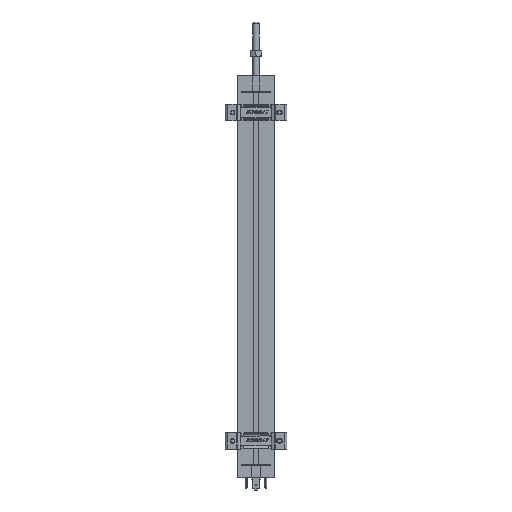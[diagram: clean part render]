
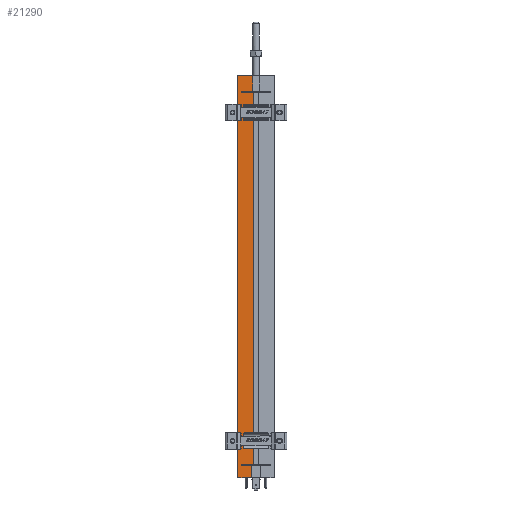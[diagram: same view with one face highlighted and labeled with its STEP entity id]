
A CAD part, front view. The second image highlights one B-rep face of the part: STEP entity #21290.
In plain terms, the highlighted planar face has unit normal (0, -1, 0).
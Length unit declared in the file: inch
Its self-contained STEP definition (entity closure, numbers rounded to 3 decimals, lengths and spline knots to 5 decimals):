
#793 = VECTOR ( 'NONE', #25438, 39.37008 ) ;
#4082 = DIRECTION ( 'NONE',  ( 0., 0., 1. ) ) ;
#4700 = VERTEX_POINT ( 'NONE', #23983 ) ;
#4873 = DIRECTION ( 'NONE',  ( 0., 0., 1. ) ) ;
#5002 = VECTOR ( 'NONE', #4082, 39.37008 ) ;
#5183 = ORIENTED_EDGE ( 'NONE', *, *, #57435, .T. ) ;
#5549 = CARTESIAN_POINT ( 'NONE',  ( 0., 0., 0.60236 ) ) ;
#5786 = ORIENTED_EDGE ( 'NONE', *, *, #13834, .F. ) ;
#6011 = LINE ( 'NONE', #18190, #48963 ) ;
#6562 = VERTEX_POINT ( 'NONE', #13338 ) ;
#6878 = VECTOR ( 'NONE', #44844, 39.37008 ) ;
#7069 = CARTESIAN_POINT ( 'NONE',  ( 0.11811, 0., -13.2874 ) ) ;
#7296 = CARTESIAN_POINT ( 'NONE',  ( 0.54134, 0., 0.03937 ) ) ;
#7373 = VECTOR ( 'NONE', #33791, 39.37008 ) ;
#8679 = CARTESIAN_POINT ( 'NONE',  ( 0., 0., -13.75984 ) ) ;
#8725 = CARTESIAN_POINT ( 'NONE',  ( 0.54724, 0., -13.2874 ) ) ;
#10426 = CARTESIAN_POINT ( 'NONE',  ( 0.11811, 0., -13.32677 ) ) ;
#10442 = ORIENTED_EDGE ( 'NONE', *, *, #76809, .T. ) ;
#12555 = EDGE_CURVE ( 'NONE', #15877, #33448, #45607, .T. ) ;
#13314 = VERTEX_POINT ( 'NONE', #8725 ) ;
#13338 = CARTESIAN_POINT ( 'NONE',  ( 0.11811, 0., 0. ) ) ;
#13834 = EDGE_CURVE ( 'NONE', #66618, #29699, #17087, .T. ) ;
#13984 = VECTOR ( 'NONE', #22504, 39.37008 ) ;
#14309 = CARTESIAN_POINT ( 'NONE',  ( 0., 0., -13.75984 ) ) ;
#14830 = CARTESIAN_POINT ( 'NONE',  ( 0.48819, 0., -13.32677 ) ) ;
#15593 = LINE ( 'NONE', #10426, #7373 ) ;
#15877 = VERTEX_POINT ( 'NONE', #7296 ) ;
#15881 = CARTESIAN_POINT ( 'NONE',  ( 0.48819, 0., -13.32677 ) ) ;
#15918 = DIRECTION ( 'NONE',  ( -1., 0., 0. ) ) ;
#16297 = CARTESIAN_POINT ( 'NONE',  ( 0.11811, 0., 0.03937 ) ) ;
#17087 = LINE ( 'NONE', #36451, #21058 ) ;
#17734 = ORIENTED_EDGE ( 'NONE', *, *, #73861, .F. ) ;
#17906 = EDGE_CURVE ( 'NONE', #4700, #15877, #41635, .T. ) ;
#18190 = CARTESIAN_POINT ( 'NONE',  ( 0.54724, 0., -13.2874 ) ) ;
#18794 = CARTESIAN_POINT ( 'NONE',  ( 0., 0., 0.03937 ) ) ;
#20638 = LINE ( 'NONE', #58563, #59841 ) ;
#21058 = VECTOR ( 'NONE', #66097, 39.37008 ) ;
#21290 = ADVANCED_FACE ( 'NONE', ( #55866 ), #41195, .T. ) ;
#22504 = DIRECTION ( 'NONE',  ( 0., 0., -1. ) ) ;
#23983 = CARTESIAN_POINT ( 'NONE',  ( 0.11811, 0., 0.03937 ) ) ;
#25438 = DIRECTION ( 'NONE',  ( -1., 0., 0. ) ) ;
#26917 = EDGE_CURVE ( 'NONE', #13314, #31741, #20638, .T. ) ;
#28134 = DIRECTION ( 'NONE',  ( 0., 0., -1. ) ) ;
#28246 = LINE ( 'NONE', #77305, #52645 ) ;
#28886 = ORIENTED_EDGE ( 'NONE', *, *, #76178, .T. ) ;
#29213 = VECTOR ( 'NONE', #34932, 39.37008 ) ;
#29366 = CARTESIAN_POINT ( 'NONE',  ( 0.54134, 0., 0.60236 ) ) ;
#29699 = VERTEX_POINT ( 'NONE', #14830 ) ;
#30311 = CARTESIAN_POINT ( 'NONE',  ( 0.11811, 0., -13.32677 ) ) ;
#31662 = EDGE_CURVE ( 'NONE', #6562, #4700, #76051, .T. ) ;
#31741 = VERTEX_POINT ( 'NONE', #7069 ) ;
#32531 = ORIENTED_EDGE ( 'NONE', *, *, #31662, .T. ) ;
#33448 = VERTEX_POINT ( 'NONE', #29366 ) ;
#33791 = DIRECTION ( 'NONE',  ( 0., 0., 1. ) ) ;
#34932 = DIRECTION ( 'NONE',  ( 1., 0., 0. ) ) ;
#35057 = VERTEX_POINT ( 'NONE', #50437 ) ;
#35748 = EDGE_CURVE ( 'NONE', #35057, #6562, #28246, .T. ) ;
#36083 = CARTESIAN_POINT ( 'NONE',  ( 0.09843, 0., 0.03937 ) ) ;
#36451 = CARTESIAN_POINT ( 'NONE',  ( 1.20079, 0., -13.32677 ) ) ;
#38068 = LINE ( 'NONE', #14309, #51454 ) ;
#39776 = ORIENTED_EDGE ( 'NONE', *, *, #35748, .T. ) ;
#39869 = AXIS2_PLACEMENT_3D ( 'NONE', #40793, #46744, #28134 ) ;
#40793 = CARTESIAN_POINT ( 'NONE',  ( 0., 0., 0.03937 ) ) ;
#41195 = PLANE ( 'NONE',  #39869 ) ;
#41635 = LINE ( 'NONE', #36083, #29213 ) ;
#44844 = DIRECTION ( 'NONE',  ( 0., 0., 1. ) ) ;
#45141 = ORIENTED_EDGE ( 'NONE', *, *, #26917, .F. ) ;
#45607 = LINE ( 'NONE', #63013, #6878 ) ;
#45891 = VECTOR ( 'NONE', #51109, 39.37008 ) ;
#46744 = DIRECTION ( 'NONE',  ( 0., -1., 0. ) ) ;
#48055 = VERTEX_POINT ( 'NONE', #8679 ) ;
#48884 = LINE ( 'NONE', #18794, #13984 ) ;
#48963 = VECTOR ( 'NONE', #4873, 39.37008 ) ;
#49141 = ORIENTED_EDGE ( 'NONE', *, *, #12555, .T. ) ;
#50437 = CARTESIAN_POINT ( 'NONE',  ( 0.54724, 0., 0. ) ) ;
#51109 = DIRECTION ( 'NONE',  ( 0., 0., -1. ) ) ;
#51454 = VECTOR ( 'NONE', #62165, 39.37008 ) ;
#51690 = VERTEX_POINT ( 'NONE', #74793 ) ;
#52189 = EDGE_LOOP ( 'NONE', ( #64130, #49141, #28886, #57776, #10442, #17734, #5786, #62170, #45141, #5183, #39776, #32531 ) ) ;
#52645 = VECTOR ( 'NONE', #65008, 39.37008 ) ;
#55499 = VERTEX_POINT ( 'NONE', #5549 ) ;
#55866 = FACE_OUTER_BOUND ( 'NONE', #52189, .T. ) ;
#56689 = LINE ( 'NONE', #67356, #793 ) ;
#57435 = EDGE_CURVE ( 'NONE', #13314, #35057, #6011, .T. ) ;
#57776 = ORIENTED_EDGE ( 'NONE', *, *, #62224, .T. ) ;
#57833 = EDGE_CURVE ( 'NONE', #66618, #31741, #15593, .T. ) ;
#58563 = CARTESIAN_POINT ( 'NONE',  ( 1.20079, 0., -13.2874 ) ) ;
#59841 = VECTOR ( 'NONE', #15918, 39.37008 ) ;
#62165 = DIRECTION ( 'NONE',  ( 1., 0., 0. ) ) ;
#62170 = ORIENTED_EDGE ( 'NONE', *, *, #57833, .T. ) ;
#62224 = EDGE_CURVE ( 'NONE', #55499, #48055, #48884, .T. ) ;
#63013 = CARTESIAN_POINT ( 'NONE',  ( 0.54134, 0., 0.03937 ) ) ;
#64130 = ORIENTED_EDGE ( 'NONE', *, *, #17906, .T. ) ;
#65008 = DIRECTION ( 'NONE',  ( -1., 0., 0. ) ) ;
#66097 = DIRECTION ( 'NONE',  ( 1., 0., 0. ) ) ;
#66618 = VERTEX_POINT ( 'NONE', #30311 ) ;
#67356 = CARTESIAN_POINT ( 'NONE',  ( 0., 0., 0.60236 ) ) ;
#73789 = LINE ( 'NONE', #15881, #45891 ) ;
#73861 = EDGE_CURVE ( 'NONE', #29699, #51690, #73789, .T. ) ;
#74793 = CARTESIAN_POINT ( 'NONE',  ( 0.48819, 0., -13.75984 ) ) ;
#76051 = LINE ( 'NONE', #16297, #5002 ) ;
#76178 = EDGE_CURVE ( 'NONE', #33448, #55499, #56689, .T. ) ;
#76809 = EDGE_CURVE ( 'NONE', #48055, #51690, #38068, .T. ) ;
#77305 = CARTESIAN_POINT ( 'NONE',  ( 1.20079, 0., 0. ) ) ;
